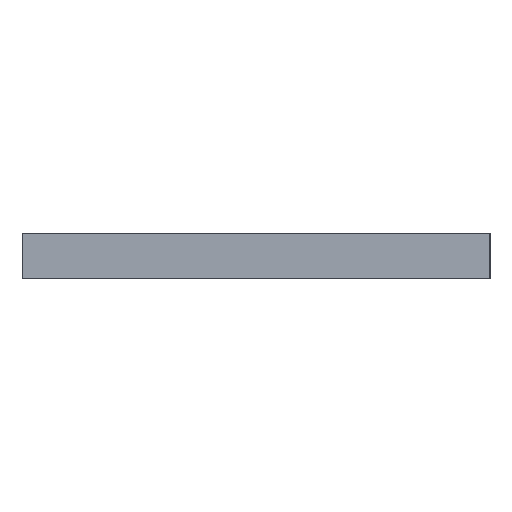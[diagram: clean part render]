
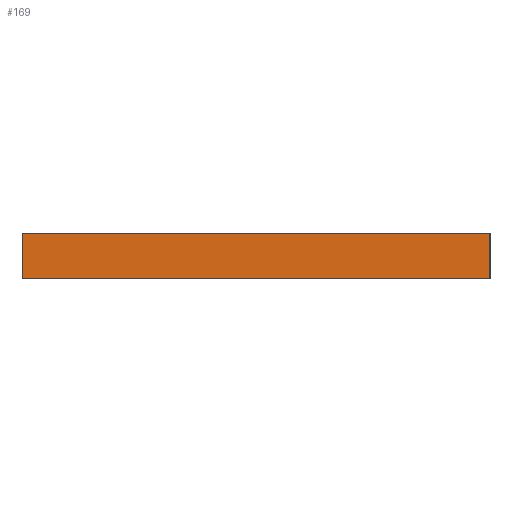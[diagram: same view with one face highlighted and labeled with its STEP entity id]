
A CAD part, left-side view. The second image highlights one B-rep face of the part: STEP entity #169.
In plain terms, the highlighted planar face has unit normal (-1, 0, 0).
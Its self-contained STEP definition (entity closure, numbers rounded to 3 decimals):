
#35 = CARTESIAN_POINT ( 'NONE',  ( -189.392, 55.885, -8. ) ) ;
#47 = EDGE_CURVE ( 'NONE', #233, #468, #547, .T. ) ;
#124 = DIRECTION ( 'NONE',  ( 0., -1., 0. ) ) ;
#164 = VECTOR ( 'NONE', #482, 1000. ) ;
#166 = DIRECTION ( 'NONE',  ( 0., -1., 0. ) ) ;
#169 = ADVANCED_FACE ( 'NONE', ( #631 ), #288, .T. ) ;
#171 = CARTESIAN_POINT ( 'NONE',  ( -189.392, 55.885, -51. ) ) ;
#190 = ORIENTED_EDGE ( 'NONE', *, *, #47, .F. ) ;
#227 = AXIS2_PLACEMENT_3D ( 'NONE', #375, #846, #124 ) ;
#232 = DIRECTION ( 'NONE',  ( 0., 0., 1. ) ) ;
#233 = VERTEX_POINT ( 'NONE', #786 ) ;
#238 = LINE ( 'NONE', #346, #485 ) ;
#288 = PLANE ( 'NONE',  #227 ) ;
#306 = CARTESIAN_POINT ( 'NONE',  ( -189.392, -67.562, -51. ) ) ;
#320 = ORIENTED_EDGE ( 'NONE', *, *, #937, .T. ) ;
#324 = CARTESIAN_POINT ( 'NONE',  ( -189.392, -67.562, -8. ) ) ;
#338 = VECTOR ( 'NONE', #166, 1000. ) ;
#341 = LINE ( 'NONE', #306, #951 ) ;
#346 = CARTESIAN_POINT ( 'NONE',  ( -189.392, 55.885, -8. ) ) ;
#368 = VERTEX_POINT ( 'NONE', #324 ) ;
#375 = CARTESIAN_POINT ( 'NONE',  ( -189.392, 55.885, -51. ) ) ;
#415 = DIRECTION ( 'NONE',  ( 0., -1., 0. ) ) ;
#461 = EDGE_LOOP ( 'NONE', ( #888, #320, #913, #190 ) ) ;
#468 = VERTEX_POINT ( 'NONE', #35 ) ;
#482 = DIRECTION ( 'NONE',  ( 0., 0., 1. ) ) ;
#485 = VECTOR ( 'NONE', #415, 1000. ) ;
#490 = CARTESIAN_POINT ( 'NONE',  ( -189.392, 0., -20. ) ) ;
#498 = VERTEX_POINT ( 'NONE', #910 ) ;
#547 = LINE ( 'NONE', #171, #164 ) ;
#631 = FACE_OUTER_BOUND ( 'NONE', #461, .T. ) ;
#656 = EDGE_CURVE ( 'NONE', #468, #368, #238, .T. ) ;
#756 = EDGE_CURVE ( 'NONE', #233, #498, #797, .T. ) ;
#786 = CARTESIAN_POINT ( 'NONE',  ( -189.392, 55.885, -20. ) ) ;
#797 = LINE ( 'NONE', #490, #338 ) ;
#846 = DIRECTION ( 'NONE',  ( -1., 0., 0. ) ) ;
#888 = ORIENTED_EDGE ( 'NONE', *, *, #756, .T. ) ;
#910 = CARTESIAN_POINT ( 'NONE',  ( -189.392, -67.562, -20. ) ) ;
#913 = ORIENTED_EDGE ( 'NONE', *, *, #656, .F. ) ;
#937 = EDGE_CURVE ( 'NONE', #498, #368, #341, .T. ) ;
#951 = VECTOR ( 'NONE', #232, 1000. ) ;
